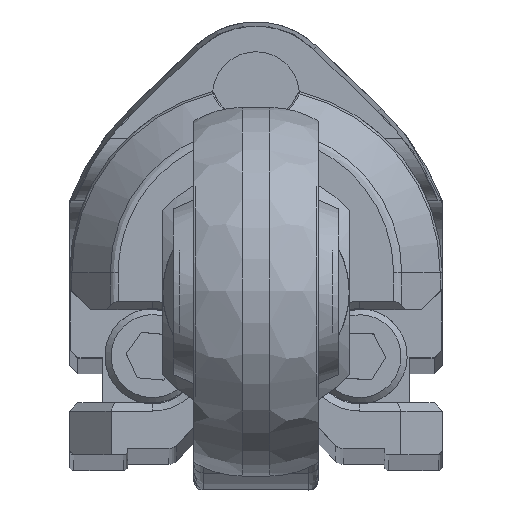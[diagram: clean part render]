
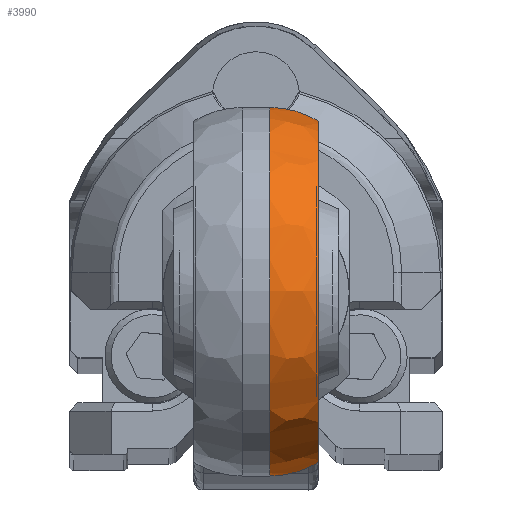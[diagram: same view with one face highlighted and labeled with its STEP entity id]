
A CAD part, top view. The second image highlights one B-rep face of the part: STEP entity #3990.
In plain terms, the highlighted free-form (B-spline) face has degree [3, 3] with [4, 7] control points.
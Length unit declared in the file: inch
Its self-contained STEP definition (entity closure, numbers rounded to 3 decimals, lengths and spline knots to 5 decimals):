
#661 = VERTEX_POINT ( 'NONE', #4523 ) ;
#976 = CIRCLE ( 'NONE', #12352, 0.17717 ) ;
#1146 = CARTESIAN_POINT ( 'NONE',  ( 0.02608, -0.23398, 10.6132 ) ) ;
#1451 = CARTESIAN_POINT ( 'NONE',  ( 0.05874, 0.32167, 10.2628 ) ) ;
#2595 = CARTESIAN_POINT ( 'NONE',  ( 0.05874, -0.02872, 10.6132 ) ) ;
#2666 = AXIS2_PLACEMENT_3D ( 'NONE', #6955, #5533, #19397 ) ;
#2692 = CARTESIAN_POINT ( 'NONE',  ( 0.02608, -0.02872, 10.6132 ) ) ;
#2895 = CARTESIAN_POINT ( 'NONE',  ( 0.11811, -0.02872, 10.58742 ) ) ;
#2996 = CARTESIAN_POINT ( 'NONE',  ( 0.0902, -0.3703, 10.4629 ) ) ;
#3543 = CARTESIAN_POINT ( 'NONE',  ( 0.11811, -0.35334, 10.2628 ) ) ;
#3633 = AXIS2_PLACEMENT_3D ( 'NONE', #8133, #12582, #4886 ) ;
#3769 = VERTEX_POINT ( 'NONE', #18068 ) ;
#3990 = ADVANCED_FACE ( 'NONE', ( #8803 ), #6398, .T. ) ;
#4228 = CARTESIAN_POINT ( 'NONE',  ( 0.02608, 0.17653, 10.6132 ) ) ;
#4312 = DIRECTION ( 'NONE',  ( 0.519, 0.854, 0. ) ) ;
#4523 = CARTESIAN_POINT ( 'NONE',  ( 0.02608, -0.37912, 10.2628 ) ) ;
#4532 = CARTESIAN_POINT ( 'NONE',  ( 0.0902, -0.02872, 10.60438 ) ) ;
#4886 = DIRECTION ( 'NONE',  ( 0., -1., 0. ) ) ;
#5264 = CIRCLE ( 'NONE', #3633, 0.17717 ) ;
#5533 = DIRECTION ( 'NONE',  ( 1., 0., 0. ) ) ;
#5749 = CARTESIAN_POINT ( 'NONE',  ( 0.02608, 0.32167, 10.2628 ) ) ;
#6049 = CARTESIAN_POINT ( 'NONE',  ( 0.0902, 0.17137, 10.60438 ) ) ;
#6398 =( BOUNDED_SURFACE ( )  B_SPLINE_SURFACE ( 3, 3, ( 
 ( #16833, #13866, #16538, #2895, #16631, #7572, #13759 ),
 ( #20020, #7275, #6049, #4532, #10721, #2996, #10518 ),
 ( #1451, #20127, #10324, #2595, #14996, #13461, #19721 ),
 ( #5749, #18173, #4228, #2692, #1146, #7374, #13560 ) ),
 .UNSPECIFIED., .F., .F., .T. ) 
 B_SPLINE_SURFACE_WITH_KNOTS ( ( 4, 4 ),
 ( 4, 3, 4 ),
 ( 0., 1. ),
 ( 0., 0.5, 1. ),
 .UNSPECIFIED. ) 
 GEOMETRIC_REPRESENTATION_ITEM ( )  RATIONAL_B_SPLINE_SURFACE ( (
 ( 1., 0.805, 0.805, 1., 0.805, 0.805, 1.),
 ( 0.975, 0.785, 0.785, 0.975, 0.785, 0.785, 0.975),
 ( 0.975, 0.785, 0.785, 0.975, 0.785, 0.785, 0.975),
 ( 1., 0.805, 0.805, 1., 0.805, 0.805, 1.) ) ) 
 REPRESENTATION_ITEM ( '' )  SURFACE ( )  );
#6955 = CARTESIAN_POINT ( 'NONE',  ( 0.02608, -0.02872, 10.2628 ) ) ;
#7275 = CARTESIAN_POINT ( 'NONE',  ( 0.0902, 0.31286, 10.4629 ) ) ;
#7374 = CARTESIAN_POINT ( 'NONE',  ( 0.02608, -0.37912, 10.46806 ) ) ;
#7572 = CARTESIAN_POINT ( 'NONE',  ( 0.11811, -0.35334, 10.45296 ) ) ;
#8133 = CARTESIAN_POINT ( 'NONE',  ( 0.02608, -0.20195, 10.2628 ) ) ;
#8280 = ORIENTED_EDGE ( 'NONE', *, *, #18292, .T. ) ;
#8359 = EDGE_CURVE ( 'NONE', #12097, #3769, #8663, .T. ) ;
#8663 = CIRCLE ( 'NONE', #19408, 0.32461 ) ;
#8803 = FACE_OUTER_BOUND ( 'NONE', #15898, .T. ) ;
#9100 = CARTESIAN_POINT ( 'NONE',  ( 0.02608, 0.14451, 10.2628 ) ) ;
#9829 = CIRCLE ( 'NONE', #2666, 0.35039 ) ;
#10324 = CARTESIAN_POINT ( 'NONE',  ( 0.05874, 0.17653, 10.6132 ) ) ;
#10518 = CARTESIAN_POINT ( 'NONE',  ( 0.0902, -0.3703, 10.2628 ) ) ;
#10721 = CARTESIAN_POINT ( 'NONE',  ( 0.0902, -0.22882, 10.60438 ) ) ;
#12097 = VERTEX_POINT ( 'NONE', #3543 ) ;
#12352 = AXIS2_PLACEMENT_3D ( 'NONE', #9100, #18160, #4312 ) ;
#12582 = DIRECTION ( 'NONE',  ( 0., 0., 1. ) ) ;
#12933 = EDGE_CURVE ( 'NONE', #18798, #3769, #976, .T. ) ;
#13387 = EDGE_CURVE ( 'NONE', #661, #12097, #5264, .T. ) ;
#13461 = CARTESIAN_POINT ( 'NONE',  ( 0.05874, -0.37912, 10.46806 ) ) ;
#13509 = CARTESIAN_POINT ( 'NONE',  ( 0.11811, -0.02872, 10.2628 ) ) ;
#13560 = CARTESIAN_POINT ( 'NONE',  ( 0.02608, -0.37912, 10.2628 ) ) ;
#13759 = CARTESIAN_POINT ( 'NONE',  ( 0.11811, -0.35334, 10.2628 ) ) ;
#13866 = CARTESIAN_POINT ( 'NONE',  ( 0.11811, 0.29589, 10.45296 ) ) ;
#14996 = CARTESIAN_POINT ( 'NONE',  ( 0.05874, -0.23398, 10.6132 ) ) ;
#15763 = ORIENTED_EDGE ( 'NONE', *, *, #13387, .T. ) ;
#15898 = EDGE_LOOP ( 'NONE', ( #16918, #16057, #8280, #15763 ) ) ;
#16057 = ORIENTED_EDGE ( 'NONE', *, *, #12933, .F. ) ;
#16538 = CARTESIAN_POINT ( 'NONE',  ( 0.11811, 0.16143, 10.58742 ) ) ;
#16587 = DIRECTION ( 'NONE',  ( -1., 0., 0. ) ) ;
#16631 = CARTESIAN_POINT ( 'NONE',  ( 0.11811, -0.21888, 10.58742 ) ) ;
#16833 = CARTESIAN_POINT ( 'NONE',  ( 0.11811, 0.29589, 10.2628 ) ) ;
#16884 = DIRECTION ( 'NONE',  ( 0., 0., -1. ) ) ;
#16918 = ORIENTED_EDGE ( 'NONE', *, *, #8359, .T. ) ;
#16993 = CARTESIAN_POINT ( 'NONE',  ( 0.02608, 0.32167, 10.2628 ) ) ;
#18068 = CARTESIAN_POINT ( 'NONE',  ( 0.11811, 0.29589, 10.2628 ) ) ;
#18160 = DIRECTION ( 'NONE',  ( 0., 0., -1. ) ) ;
#18173 = CARTESIAN_POINT ( 'NONE',  ( 0.02608, 0.32167, 10.46806 ) ) ;
#18292 = EDGE_CURVE ( 'NONE', #18798, #661, #9829, .T. ) ;
#18798 = VERTEX_POINT ( 'NONE', #16993 ) ;
#19397 = DIRECTION ( 'NONE',  ( 0., 0., -1. ) ) ;
#19408 = AXIS2_PLACEMENT_3D ( 'NONE', #13509, #16587, #16884 ) ;
#19721 = CARTESIAN_POINT ( 'NONE',  ( 0.05874, -0.37912, 10.2628 ) ) ;
#20020 = CARTESIAN_POINT ( 'NONE',  ( 0.0902, 0.31286, 10.2628 ) ) ;
#20127 = CARTESIAN_POINT ( 'NONE',  ( 0.05874, 0.32167, 10.46806 ) ) ;
